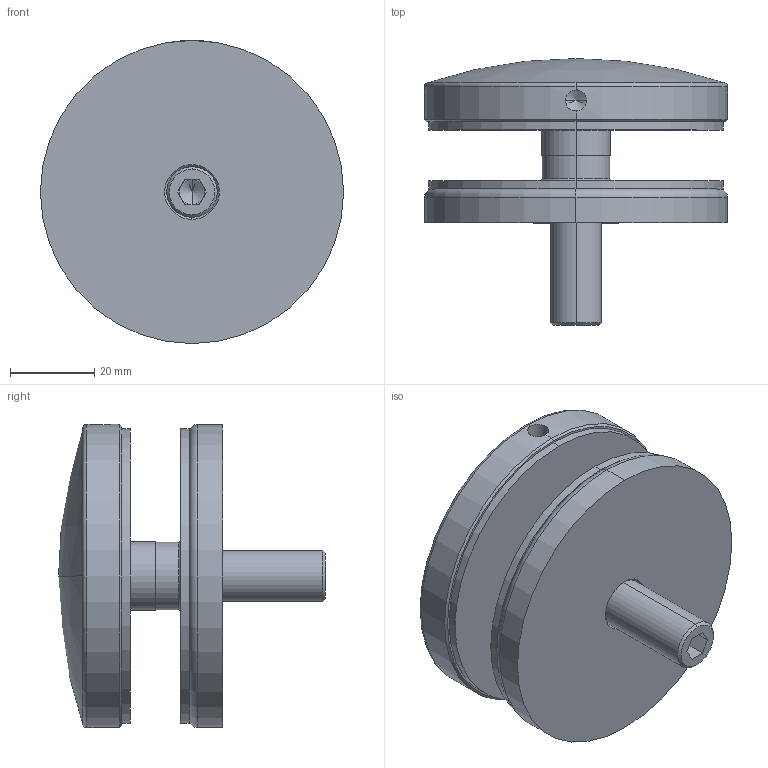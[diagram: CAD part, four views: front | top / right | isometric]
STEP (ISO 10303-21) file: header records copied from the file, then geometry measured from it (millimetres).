
FILE_DESCRIPTION (( 'STEP AP203' ), '1' );
FILE_NAME ('60197-V4A.step', '2020-11-03T09:00:26', ( '' ), ( '' ), 'SwSTEP 2.0', 'SolidWorks 2018', '' );
FILE_SCHEMA (( 'CONFIG_CONTROL_DESIGN' ));
Length unit declared in the file: millimetre
Products named in the file (14): 60197-XXX Teil2_60197-V4A Teil2; 60197-XXX Teil5_60197-XXX Teil5; 60197-XXX Teil1; 60197-XXX Teil2; 60197-XXX Teil1_60197-V4A Teil1; 60197-V4A; 60197-XXX Teil3; 60197-XXX Teil5; DIN913; 60197-XXX Teil4_60197-XXX Teil4; DIN913_DIN 913 M12x60; 60197-XXX Teil4; 60197-XXX Teil3_60197-XXX Teil3
Assembly tree (7 placements, depth 2):
  60197-XXX Teil1
  60197-XXX Teil2
  60197-V4A
    60197-XXX Teil1_60197-V4A Teil1
    60197-XXX Teil3_60197-XXX Teil3
    60197-XXX Teil4_60197-XXX Teil4
    60197-XXX Teil5_60197-XXX Teil5
    DIN913_DIN 913 M12x60
    60197-XXX Teil2_60197-V4A Teil2
  60197-XXX Teil3
  60197-XXX Teil5
Bounding box: 72 x 63.38 x 72 mm (x, y, z)
Volume: 101625.4 mm3; surface area: 40220.9 mm2
Topology: 6 solids, 6 shells, 285 faces, 716 edges, 466 vertices
Faces by surface type: plane 156, bspline 75, cylinder 26, cone 22, torus 4, sphere 2
Entity records: 14343 total; most frequent: CARTESIAN_POINT 6679, ORIENTED_EDGE 1418, DIRECTION 1087, EDGE_CURVE 709, LINE 469, VECTOR 469, VERTEX_POINT 464, EDGE_LOOP 321
